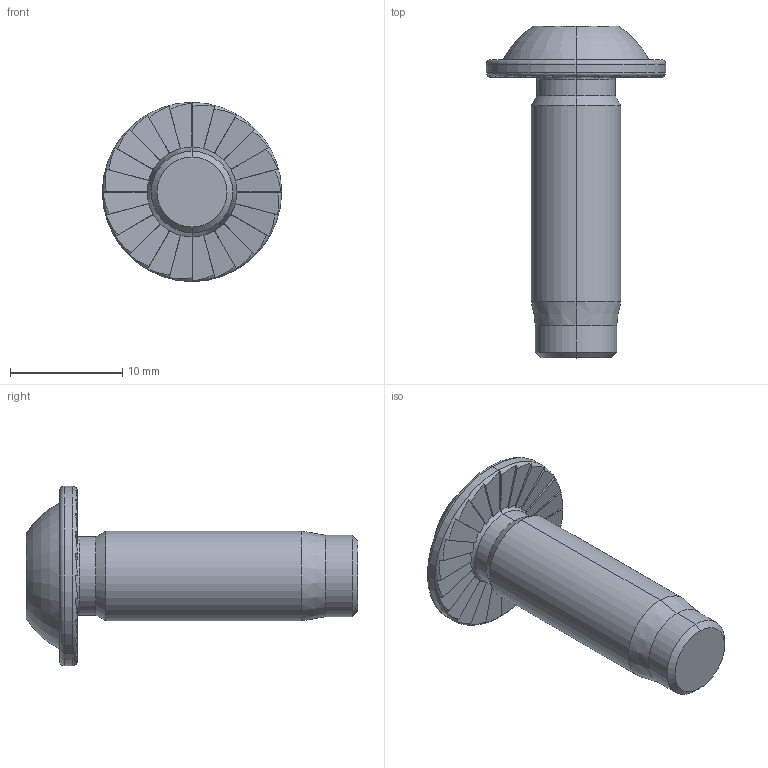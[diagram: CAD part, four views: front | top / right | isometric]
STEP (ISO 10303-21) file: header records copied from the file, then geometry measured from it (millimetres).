
FILE_DESCRIPTION (( 'STEP AP214' ), '1' );
FILE_NAME ('093s0825t.STEP', '2014-08-21T07:59:44', ( '' ), ( '' ), 'SwSTEP 2.0', 'SolidWorks 2014', '' );
FILE_SCHEMA (( 'AUTOMOTIVE_DESIGN' ));
Length unit declared in the file: millimetre
Products named in the file (1): 093s0825t
Bounding box: 16 x 29.6 x 16 mm (x, y, z)
Volume: 1697.7 mm3; surface area: 1186.5 mm2
Topology: 1 solids, 1 shells, 128 faces, 349 edges, 226 vertices
Faces by surface type: plane 89, cylinder 21, cone 10, torus 8
Entity records: 4695 total; most frequent: CARTESIAN_POINT 1476, ORIENTED_EDGE 698, DIRECTION 641, EDGE_CURVE 349, AXIS2_PLACEMENT_3D 263, VERTEX_POINT 226, CIRCLE 134, EDGE_LOOP 131
